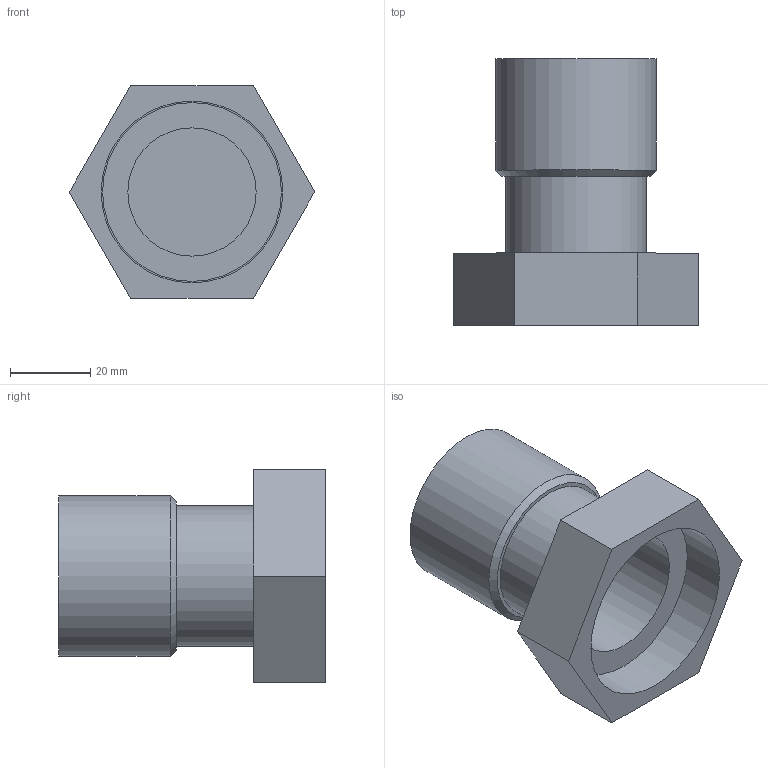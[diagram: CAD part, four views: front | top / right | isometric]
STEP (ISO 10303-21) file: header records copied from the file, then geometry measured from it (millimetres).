
FILE_DESCRIPTION(/* description */ ('Unknown'),/* implementation_level */ '2;1');
FILE_NAME(/* name */ 'F45R11-2DN35',/* time_stamp */ '2016-07-07T16:42:30+02:00',/* author */ ('Unknown'),/* organization */ ('Unknown'),/* preprocessor_version */ 'ST-DEVELOPER v16',/* originating_system */ 'DEX',/* authorisation */ $);
FILE_SCHEMA (('AUTOMOTIVE_DESIGN {1 0 10303 214 3 1 1}'));
Length unit declared in the file: millimetre
Products named in the file (3): F45R11-2DN35; TOPEUNIONDN35gen; TUERCA11-2_DN35gen
Assembly tree (2 placements, depth 2):
  F45R11-2DN35
    TOPEUNIONDN35gen
    TUERCA11-2_DN35gen
Bounding box: 61.2 x 66.5 x 53.01 mm (x, y, z)
Volume: 34371.8 mm3; surface area: 24173 mm2
Topology: 2 solids, 2 shells, 23 faces, 42 edges, 28 vertices
Faces by surface type: plane 15, cylinder 7, cone 1
Full cylindrical faces by diameter (mm): 32 x1, 35 x2, 38 x1, 40 x1, 44.6 x1, 45.339 x1
Entity records: 672 total; most frequent: DIRECTION 100, CARTESIAN_POINT 86, ORIENTED_EDGE 66, AXIS2_PLACEMENT_3D 41, EDGE_LOOP 38, FACE_BOUND 38, EDGE_CURVE 33, VERTEX_POINT 27
